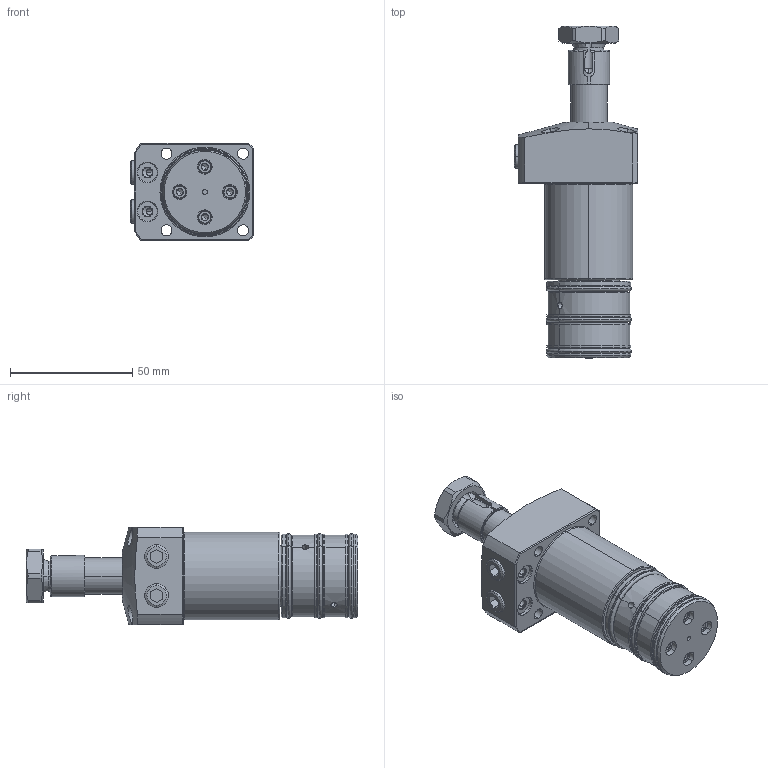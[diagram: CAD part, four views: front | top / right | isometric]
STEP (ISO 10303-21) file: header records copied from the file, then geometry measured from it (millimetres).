
FILE_DESCRIPTION (( 'STEP AP203' ), '1' );
FILE_NAME ('LHA0360-GRM_R01.STEP', '2018-12-15T05:52:01', ( '微软用户' ), ( '微软中国' ), 'SwSTEP 2.0', 'SolidWorks 2012', '' );
FILE_SCHEMA (( 'CONFIG_CONTROL_DESIGN' ));
Length unit declared in the file: millimetre
Products named in the file (10): LHA0360-楓羔_D); LHA0360-ů_; LHA0360-簸忣諍匏_; Rネジ1_8; LHA0360-玅帡椔溹; 6妏寠晅无倌_M3(30); LHA0360-GRM_R01; LHA0360-槭暌滀S(蹬怮椔); LHA0360-咂衝椳紕_蹬怮椔); LHA0360-D菛巍
Assembly tree (13 placements, depth 2):
  LHA0360-GRM_R01
    LHA0360-槭暌滀S(蹬怮椔)
    LHA0360-咂衝椳紕_蹬怮椔)
    LHA0360-D菛巍
    LHA0360-楓羔_D)
    LHA0360-ů_
    LHA0360-簸忣諍匏_
    Rネジ1_8  x2
    LHA0360-玅帡椔溹
    6妏寠晅无倌_M3(30)  x4
Bounding box: 50.5 x 136 x 40 mm (x, y, z)
Volume: 119851.8 mm3; surface area: 34036.2 mm2
Topology: 16 solids, 16 shells, 512 faces, 1108 edges, 656 vertices
Faces by surface type: plane 169, cylinder 159, cone 119, torus 63, sphere 2
Entity records: 13385 total; most frequent: CARTESIAN_POINT 2981, DIRECTION 2093, ORIENTED_EDGE 1816, EDGE_CURVE 908, AXIS2_PLACEMENT_3D 889, VERTEX_POINT 561, EDGE_LOOP 473, CIRCLE 469
